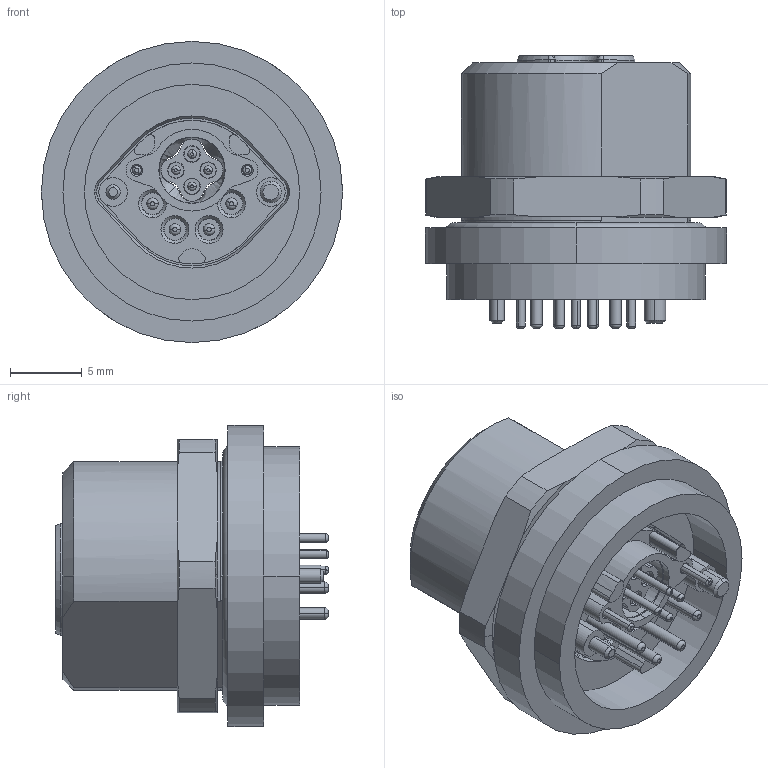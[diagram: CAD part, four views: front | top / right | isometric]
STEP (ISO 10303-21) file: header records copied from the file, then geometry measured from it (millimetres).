
FILE_DESCRIPTION (( 'STEP AP203' ), '1' );
FILE_NAME ('P241.STEP', '2020-05-13T01:35:28', ( 'edpusr' ), ( 'Microsoft' ), 'SwSTEP 2.0', 'SolidWorks 2015', '' );
FILE_SCHEMA (( 'CONFIG_CONTROL_DESIGN' ));
Length unit declared in the file: millimetre
Products named in the file (1): P241
Bounding box: 21 x 19 x 21 mm (x, y, z)
Volume: 2984.2 mm3; surface area: 5334.2 mm2
Topology: 18 solids, 18 shells, 687 faces, 1657 edges, 1037 vertices
Faces by surface type: cylinder 256, cone 173, plane 173, torus 36, bspline 25, sphere 24
Entity records: 23193 total; most frequent: CARTESIAN_POINT 6884, DIRECTION 3594, ORIENTED_EDGE 3282, EDGE_CURVE 1641, AXIS2_PLACEMENT_3D 1475, VERTEX_POINT 1037, CIRCLE 812, EDGE_LOOP 768
